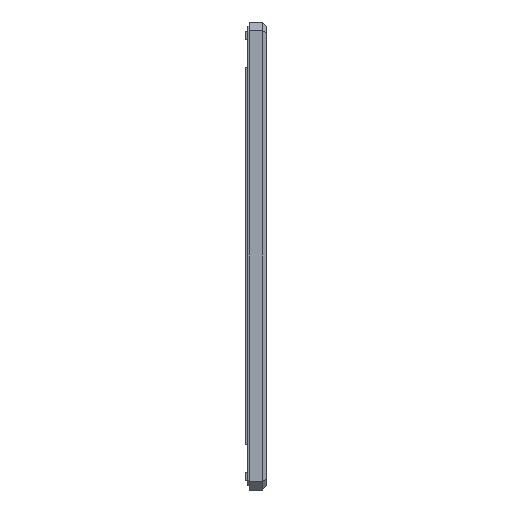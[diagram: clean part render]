
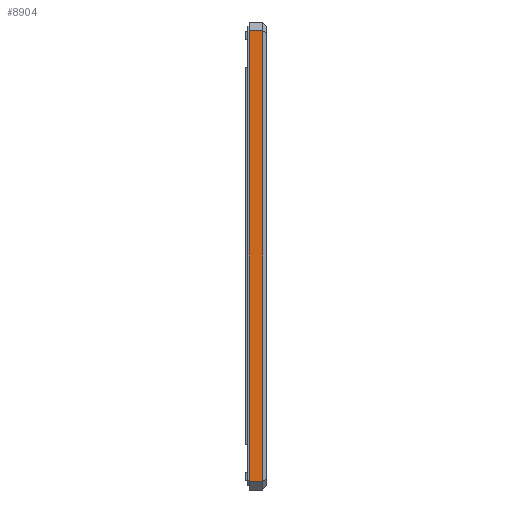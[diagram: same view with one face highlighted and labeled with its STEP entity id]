
A CAD part, left-side view. The second image highlights one B-rep face of the part: STEP entity #8904.
In plain terms, the highlighted planar face has unit normal (-1, 0, 0).
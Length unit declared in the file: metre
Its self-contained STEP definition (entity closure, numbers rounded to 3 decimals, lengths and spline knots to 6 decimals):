
#599=LINE('',#13687,#1505);
#608=LINE('',#13705,#1514);
#611=LINE('',#13711,#1517);
#612=LINE('',#13713,#1518);
#1505=VECTOR('',#10904,1.);
#1514=VECTOR('',#10915,1.);
#1517=VECTOR('',#10920,1.);
#1518=VECTOR('',#10921,1.);
#2830=ORIENTED_EDGE('',*,*,#5431,.F.);
#2831=ORIENTED_EDGE('',*,*,#5432,.T.);
#2832=ORIENTED_EDGE('',*,*,#5428,.T.);
#2833=ORIENTED_EDGE('',*,*,#5419,.T.);
#5419=EDGE_CURVE('',#6711,#6717,#599,.T.);
#5428=EDGE_CURVE('',#6726,#6711,#608,.T.);
#5431=EDGE_CURVE('',#6728,#6717,#611,.T.);
#5432=EDGE_CURVE('',#6728,#6726,#612,.T.);
#6711=VERTEX_POINT('',#13674);
#6717=VERTEX_POINT('',#13686);
#6726=VERTEX_POINT('',#13706);
#6728=VERTEX_POINT('',#13712);
#7458=EDGE_LOOP('',(#2830,#2831,#2832,#2833));
#8082=FACE_BOUND('',#7458,.T.);
#8606=PLANE('',#9630);
#8904=ADVANCED_FACE('',(#8082),#8606,.F.);
#9630=AXIS2_PLACEMENT_3D('',#13710,#10918,#10919);
#10904=DIRECTION('',(0.,0.,-1.));
#10915=DIRECTION('',(0.,1.,0.));
#10918=DIRECTION('',(1.,0.,0.));
#10919=DIRECTION('',(0.,0.,-1.));
#10920=DIRECTION('',(0.,1.,0.));
#10921=DIRECTION('',(0.,0.,1.));
#13674=CARTESIAN_POINT('',(-0.074,-0.04,0.105));
#13686=CARTESIAN_POINT('',(-0.074,-0.04,0.001));
#13687=CARTESIAN_POINT('',(-0.074,-0.04,0.053));
#13705=CARTESIAN_POINT('',(-0.074,-0.044,0.105));
#13706=CARTESIAN_POINT('',(-0.074,-0.043,0.105));
#13710=CARTESIAN_POINT('',(-0.074,-0.044,0.053));
#13711=CARTESIAN_POINT('',(-0.074,-0.044,0.001));
#13712=CARTESIAN_POINT('',(-0.074,-0.043,0.001));
#13713=CARTESIAN_POINT('',(-0.074,-0.043,0.105));
